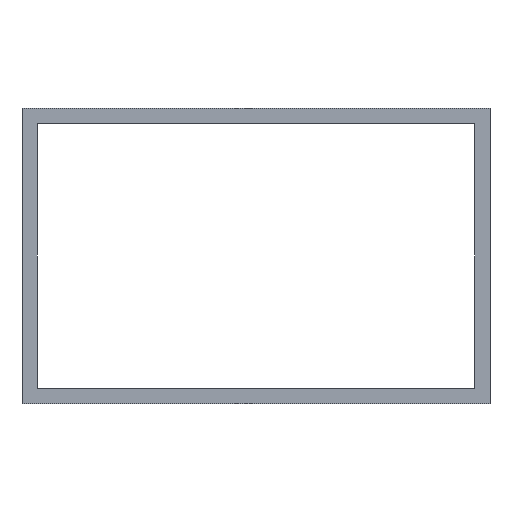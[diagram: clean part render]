
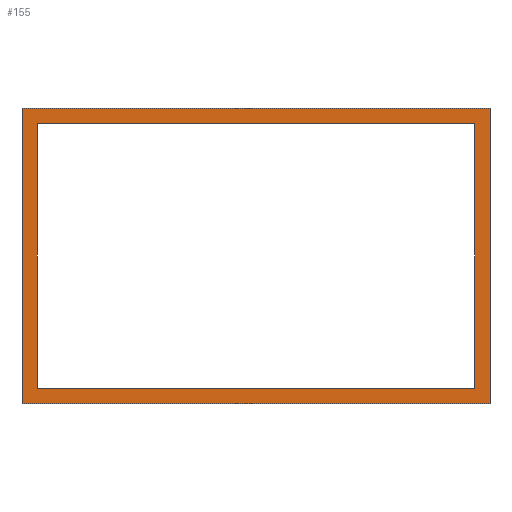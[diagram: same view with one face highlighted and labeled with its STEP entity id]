
A CAD part, front view. The second image highlights one B-rep face of the part: STEP entity #155.
In plain terms, the highlighted planar face has unit normal (0, -1, 0).
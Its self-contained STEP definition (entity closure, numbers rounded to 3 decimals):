
#6=DIRECTION('',(0.,0.,-1.));
#7=VECTOR('',#6,26.);
#8=CARTESIAN_POINT('',(21.5,0.,13.));
#9=LINE('',#8,#7);
#10=DIRECTION('',(1.,0.,0.));
#11=VECTOR('',#10,43.);
#12=CARTESIAN_POINT('',(-21.5,0.,13.));
#13=LINE('',#12,#11);
#26=DIRECTION('',(0.,0.,1.));
#27=VECTOR('',#26,26.);
#28=CARTESIAN_POINT('',(-21.5,0.,-13.));
#29=LINE('',#28,#27);
#42=DIRECTION('',(-1.,0.,0.));
#43=VECTOR('',#42,43.);
#44=CARTESIAN_POINT('',(21.5,0.,-13.));
#45=LINE('',#44,#43);
#50=DIRECTION('',(0.,0.,1.));
#51=VECTOR('',#50,29.);
#52=CARTESIAN_POINT('',(23.,0.,-14.5));
#53=LINE('',#52,#51);
#70=DIRECTION('',(-1.,0.,0.));
#71=VECTOR('',#70,46.);
#72=CARTESIAN_POINT('',(23.,0.,14.5));
#73=LINE('',#72,#71);
#82=DIRECTION('',(0.,0.,-1.));
#83=VECTOR('',#82,29.);
#84=CARTESIAN_POINT('',(-23.,0.,14.5));
#85=LINE('',#84,#83);
#90=DIRECTION('',(1.,0.,0.));
#91=VECTOR('',#90,46.);
#92=CARTESIAN_POINT('',(-23.,0.,-14.5));
#93=LINE('',#92,#91);
#98=CARTESIAN_POINT('',(-21.5,0.,-13.));
#100=VERTEX_POINT('',#98);
#102=CARTESIAN_POINT('',(-23.,0.,-14.5));
#104=VERTEX_POINT('',#102);
#106=CARTESIAN_POINT('',(21.5,0.,-13.));
#108=VERTEX_POINT('',#106);
#110=CARTESIAN_POINT('',(23.,0.,-14.5));
#112=VERTEX_POINT('',#110);
#114=CARTESIAN_POINT('',(-21.5,0.,13.));
#116=VERTEX_POINT('',#114);
#118=CARTESIAN_POINT('',(-23.,0.,14.5));
#120=VERTEX_POINT('',#118);
#122=CARTESIAN_POINT('',(21.5,0.,13.));
#124=VERTEX_POINT('',#122);
#126=CARTESIAN_POINT('',(23.,0.,14.5));
#128=VERTEX_POINT('',#126);
#130=CARTESIAN_POINT('',(0.,0.,0.));
#131=DIRECTION('',(0.,1.,0.));
#132=DIRECTION('',(1.,0.,0.));
#133=AXIS2_PLACEMENT_3D('',#130,#131,#132);
#134=PLANE('',#133);
#136=ORIENTED_EDGE('',*,*,#135,.F.);
#138=ORIENTED_EDGE('',*,*,#137,.F.);
#140=ORIENTED_EDGE('',*,*,#139,.F.);
#142=ORIENTED_EDGE('',*,*,#141,.F.);
#143=EDGE_LOOP('',(#136,#138,#140,#142));
#144=FACE_OUTER_BOUND('',#143,.F.);
#146=ORIENTED_EDGE('',*,*,#145,.F.);
#148=ORIENTED_EDGE('',*,*,#147,.F.);
#150=ORIENTED_EDGE('',*,*,#149,.F.);
#152=ORIENTED_EDGE('',*,*,#151,.F.);
#153=EDGE_LOOP('',(#146,#148,#150,#152));
#154=FACE_BOUND('',#153,.F.);
#155=ADVANCED_FACE('',(#144,#154),#134,.F.);
#135=EDGE_CURVE('',#128,#120,#73,.T.);
#137=EDGE_CURVE('',#112,#128,#53,.T.);
#139=EDGE_CURVE('',#104,#112,#93,.T.);
#141=EDGE_CURVE('',#120,#104,#85,.T.);
#145=EDGE_CURVE('',#124,#108,#9,.T.);
#147=EDGE_CURVE('',#116,#124,#13,.T.);
#149=EDGE_CURVE('',#100,#116,#29,.T.);
#151=EDGE_CURVE('',#108,#100,#45,.T.);
